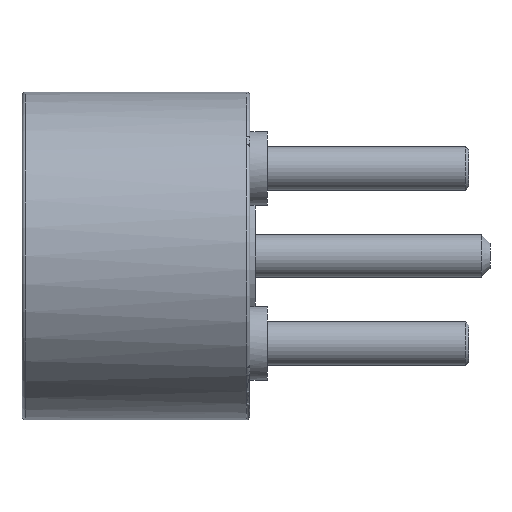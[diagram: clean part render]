
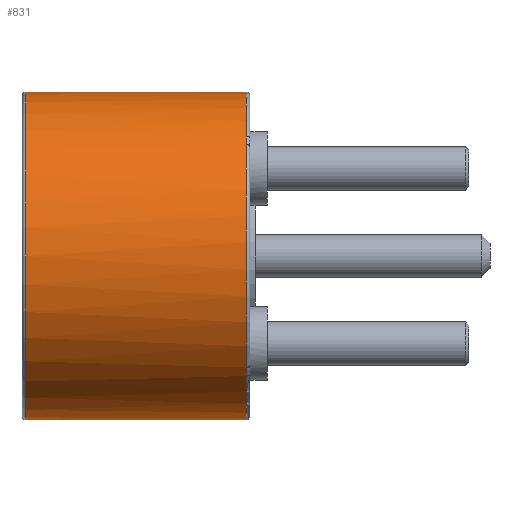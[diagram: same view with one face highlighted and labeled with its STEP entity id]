
A CAD part, left-side view. The second image highlights one B-rep face of the part: STEP entity #831.
In plain terms, the highlighted cylindrical face has radius 2.375 mm (diameter 4.75 mm), a partial arc.
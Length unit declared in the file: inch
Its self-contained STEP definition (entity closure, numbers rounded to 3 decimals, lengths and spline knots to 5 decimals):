
#47 = ORIENTED_EDGE ( 'NONE', *, *, #749, .T. ) ;
#80 = DIRECTION ( 'NONE',  ( 0., 1., 0. ) ) ;
#110 = CARTESIAN_POINT ( 'NONE',  ( -0.06363, -0.128, 0.06851 ) ) ;
#266 = CARTESIAN_POINT ( 'NONE',  ( 0., -0.128, 0. ) ) ;
#326 = CARTESIAN_POINT ( 'NONE',  ( 0., -0.13, 0. ) ) ;
#332 = VERTEX_POINT ( 'NONE', #1774 ) ;
#415 = CARTESIAN_POINT ( 'NONE',  ( 0., -0.13, 0.0935 ) ) ;
#422 = CARTESIAN_POINT ( 'NONE',  ( 0., -0.13, -0.0935 ) ) ;
#427 = AXIS2_PLACEMENT_3D ( 'NONE', #326, #1494, #1473 ) ;
#440 = LINE ( 'NONE', #422, #823 ) ;
#463 = CYLINDRICAL_SURFACE ( 'NONE', #427, 0.0935 ) ;
#471 = EDGE_CURVE ( 'NONE', #332, #937, #1358, .T. ) ;
#502 = EDGE_CURVE ( 'NONE', #982, #961, #1068, .T. ) ;
#523 = DIRECTION ( 'NONE',  ( 0., 0., 1. ) ) ;
#594 = FACE_OUTER_BOUND ( 'NONE', #1254, .T. ) ;
#609 = ORIENTED_EDGE ( 'NONE', *, *, #502, .T. ) ;
#615 = CARTESIAN_POINT ( 'NONE',  ( -0.06526, -0.12801, 0.06697 ) ) ;
#626 = ORIENTED_EDGE ( 'NONE', *, *, #833, .T. ) ;
#649 = ORIENTED_EDGE ( 'NONE', *, *, #1384, .T. ) ;
#670 = CARTESIAN_POINT ( 'NONE',  ( -0.06617, -0.12801, -0.06605 ) ) ;
#679 = CARTESIAN_POINT ( 'NONE',  ( -0.06449, -0.128, -0.06771 ) ) ;
#700 = LINE ( 'NONE', #415, #1855 ) ;
#705 = EDGE_CURVE ( 'NONE', #332, #961, #440, .T. ) ;
#732 = VERTEX_POINT ( 'NONE', #1869 ) ;
#749 = EDGE_CURVE ( 'NONE', #2123, #982, #700, .T. ) ;
#795 = CIRCLE ( 'NONE', #1707, 0.0935 ) ;
#823 = VECTOR ( 'NONE', #1400, 39.37008 ) ;
#828 = CARTESIAN_POINT ( 'NONE',  ( -0.06363, -0.128, -0.06851 ) ) ;
#831 = ADVANCED_FACE ( 'NONE', ( #594 ), #463, .T. ) ;
#833 = EDGE_CURVE ( 'NONE', #937, #732, #1606, .T. ) ;
#845 = CARTESIAN_POINT ( 'NONE',  ( -0.06697, -0.12801, -0.06526 ) ) ;
#860 = DIRECTION ( 'NONE',  ( 0., 1., 0. ) ) ;
#895 = DIRECTION ( 'NONE',  ( 0., 0., 1. ) ) ;
#900 = ORIENTED_EDGE ( 'NONE', *, *, #705, .F. ) ;
#937 = VERTEX_POINT ( 'NONE', #1365 ) ;
#945 = CARTESIAN_POINT ( 'NONE',  ( -0.06445, -0.128, 0.06774 ) ) ;
#961 = VERTEX_POINT ( 'NONE', #1200 ) ;
#964 = CARTESIAN_POINT ( 'NONE',  ( -0.06605, -0.12801, 0.06617 ) ) ;
#982 = VERTEX_POINT ( 'NONE', #2029 ) ;
#1068 = CIRCLE ( 'NONE', #1455, 0.0935 ) ;
#1094 = DIRECTION ( 'NONE',  ( 0., 0., 1. ) ) ;
#1103 = VERTEX_POINT ( 'NONE', #110 ) ;
#1200 = CARTESIAN_POINT ( 'NONE',  ( 0., -0.002, -0.0935 ) ) ;
#1219 = DIRECTION ( 'NONE',  ( 0., -1., 0. ) ) ;
#1227 = CARTESIAN_POINT ( 'NONE',  ( 0., -0.128, 0.0935 ) ) ;
#1229 = CIRCLE ( 'NONE', #1695, 0.0935 ) ;
#1254 = EDGE_LOOP ( 'NONE', ( #900, #1802, #626, #649, #1936, #1786, #47, #609 ) ) ;
#1326 = CARTESIAN_POINT ( 'NONE',  ( -0.06363, -0.128, 0.06851 ) ) ;
#1358 = CIRCLE ( 'NONE', #1788, 0.0935 ) ;
#1365 = CARTESIAN_POINT ( 'NONE',  ( -0.06363, -0.128, -0.06851 ) ) ;
#1384 = EDGE_CURVE ( 'NONE', #732, #1677, #795, .T. ) ;
#1400 = DIRECTION ( 'NONE',  ( 0., 1., 0. ) ) ;
#1405 = CARTESIAN_POINT ( 'NONE',  ( -0.06851, -0.128, 0.06363 ) ) ;
#1455 = AXIS2_PLACEMENT_3D ( 'NONE', #1859, #1219, #1555 ) ;
#1473 = DIRECTION ( 'NONE',  ( 0., 0., 1. ) ) ;
#1494 = DIRECTION ( 'NONE',  ( 0., 1., 0. ) ) ;
#1501 = CARTESIAN_POINT ( 'NONE',  ( 0., -0.128, 0. ) ) ;
#1548 = CARTESIAN_POINT ( 'NONE',  ( 0., -0.128, 0. ) ) ;
#1555 = DIRECTION ( 'NONE',  ( 0., 0., 1. ) ) ;
#1588 = DIRECTION ( 'NONE',  ( 0., 1., 0. ) ) ;
#1606 = B_SPLINE_CURVE_WITH_KNOTS ( 'NONE', 3,
 ( #828, #679, #1670, #670, #845, #1968, #1834 ),
 .UNSPECIFIED., .F., .F.,
 ( 4, 3, 4 ),
 ( 0., 0.00009, 0.00018 ),
 .UNSPECIFIED. ) ;
#1620 = B_SPLINE_CURVE_WITH_KNOTS ( 'NONE', 3,
 ( #1405, #1655, #1921, #964, #615, #945, #1326 ),
 .UNSPECIFIED., .F., .F.,
 ( 4, 3, 4 ),
 ( 0., 0.00009, 0.00018 ),
 .UNSPECIFIED. ) ;
#1635 = CARTESIAN_POINT ( 'NONE',  ( -0.06851, -0.128, 0.06363 ) ) ;
#1655 = CARTESIAN_POINT ( 'NONE',  ( -0.06771, -0.128, 0.06449 ) ) ;
#1670 = CARTESIAN_POINT ( 'NONE',  ( -0.06534, -0.12801, -0.06689 ) ) ;
#1677 = VERTEX_POINT ( 'NONE', #1635 ) ;
#1695 = AXIS2_PLACEMENT_3D ( 'NONE', #266, #1588, #1094 ) ;
#1707 = AXIS2_PLACEMENT_3D ( 'NONE', #1548, #1871, #895 ) ;
#1774 = CARTESIAN_POINT ( 'NONE',  ( 0., -0.128, -0.0935 ) ) ;
#1786 = ORIENTED_EDGE ( 'NONE', *, *, #2003, .T. ) ;
#1788 = AXIS2_PLACEMENT_3D ( 'NONE', #1501, #860, #523 ) ;
#1802 = ORIENTED_EDGE ( 'NONE', *, *, #471, .T. ) ;
#1834 = CARTESIAN_POINT ( 'NONE',  ( -0.06851, -0.128, -0.06363 ) ) ;
#1855 = VECTOR ( 'NONE', #80, 39.37008 ) ;
#1859 = CARTESIAN_POINT ( 'NONE',  ( 0., -0.002, 0. ) ) ;
#1869 = CARTESIAN_POINT ( 'NONE',  ( -0.06851, -0.128, -0.06363 ) ) ;
#1871 = DIRECTION ( 'NONE',  ( 0., 1., 0. ) ) ;
#1921 = CARTESIAN_POINT ( 'NONE',  ( -0.06689, -0.12801, 0.06534 ) ) ;
#1936 = ORIENTED_EDGE ( 'NONE', *, *, #2131, .T. ) ;
#1968 = CARTESIAN_POINT ( 'NONE',  ( -0.06774, -0.128, -0.06445 ) ) ;
#2003 = EDGE_CURVE ( 'NONE', #1103, #2123, #1229, .T. ) ;
#2029 = CARTESIAN_POINT ( 'NONE',  ( 0., -0.002, 0.0935 ) ) ;
#2123 = VERTEX_POINT ( 'NONE', #1227 ) ;
#2131 = EDGE_CURVE ( 'NONE', #1677, #1103, #1620, .T. ) ;
